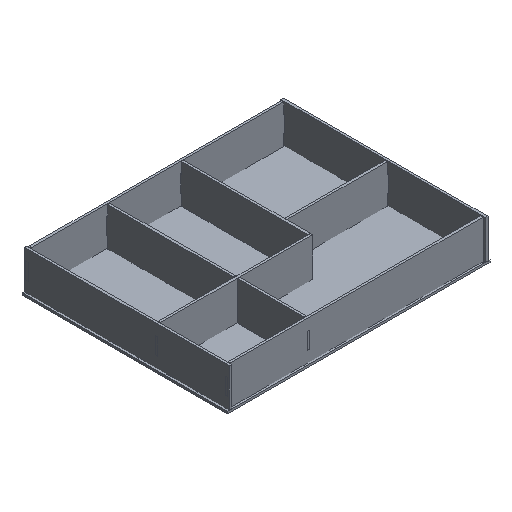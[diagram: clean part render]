
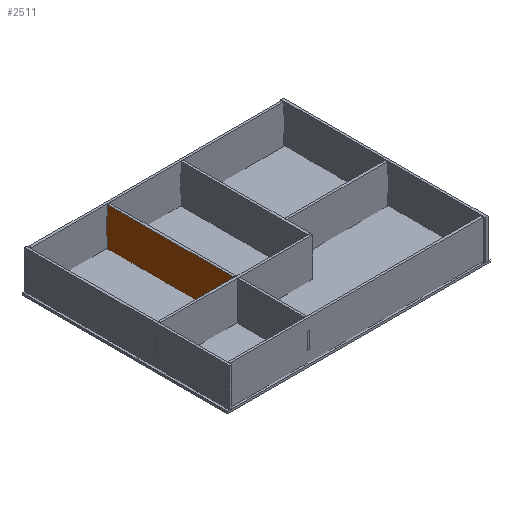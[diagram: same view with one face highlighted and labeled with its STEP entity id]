
A CAD part, isometric view. The second image highlights one B-rep face of the part: STEP entity #2511.
In plain terms, the highlighted free-form (B-spline) face has degree [1, 1] with [2, 2] control points.
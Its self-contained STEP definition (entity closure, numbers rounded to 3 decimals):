
#1879 = VERTEX_POINT('',#1880);
#1880 = CARTESIAN_POINT('',(169.911,201.333,
    -4.655));
#1885 = EDGE_CURVE('',#1886,#1879,#1888,.T.);
#1886 = VERTEX_POINT('',#1887);
#1887 = CARTESIAN_POINT('',(169.911,201.333,0.));
#1888 = B_SPLINE_CURVE_WITH_KNOTS('',1,(#1889,#1890),.UNSPECIFIED.,.F.,
  .F.,(2,2),(0.,4.),.PIECEWISE_BEZIER_KNOTS.);
#1889 = CARTESIAN_POINT('',(169.911,201.333,0.));
#1890 = CARTESIAN_POINT('',(169.911,201.333,
    -4.655));
#1913 = EDGE_CURVE('',#1914,#1886,#1916,.T.);
#1914 = VERTEX_POINT('',#1915);
#1915 = CARTESIAN_POINT('',(169.911,226.16,0.));
#1916 = B_SPLINE_CURVE_WITH_KNOTS('',1,(#1917,#1918),.UNSPECIFIED.,.F.,
  .F.,(2,2),(0.,21.333),.PIECEWISE_BEZIER_KNOTS.);
#1917 = CARTESIAN_POINT('',(169.911,226.16,0.));
#1918 = CARTESIAN_POINT('',(169.911,201.333,0.));
#1941 = EDGE_CURVE('',#1942,#1914,#1944,.T.);
#1942 = VERTEX_POINT('',#1943);
#1943 = CARTESIAN_POINT('',(169.911,226.16,
    -4.655));
#1944 = B_SPLINE_CURVE_WITH_KNOTS('',1,(#1945,#1946),.UNSPECIFIED.,.F.,
  .F.,(2,2),(0.,4.),.PIECEWISE_BEZIER_KNOTS.);
#1945 = CARTESIAN_POINT('',(169.911,226.16,
    -4.655));
#1946 = CARTESIAN_POINT('',(169.911,226.16,0.));
#1969 = EDGE_CURVE('',#1970,#1942,#1972,.T.);
#1970 = VERTEX_POINT('',#1971);
#1971 = CARTESIAN_POINT('',(169.911,272.711,
    -4.655));
#1972 = B_SPLINE_CURVE_WITH_KNOTS('',1,(#1973,#1974),.UNSPECIFIED.,.F.,
  .F.,(2,2),(0.,40.),.PIECEWISE_BEZIER_KNOTS.);
#1973 = CARTESIAN_POINT('',(169.911,272.711,
    -4.655));
#1974 = CARTESIAN_POINT('',(169.911,226.16,
    -4.655));
#1997 = EDGE_CURVE('',#1998,#1970,#2000,.T.);
#1998 = VERTEX_POINT('',#1999);
#1999 = CARTESIAN_POINT('',(169.911,272.711,0.));
#2000 = B_SPLINE_CURVE_WITH_KNOTS('',1,(#2001,#2002),.UNSPECIFIED.,.F.,
  .F.,(2,2),(0.,4.),.PIECEWISE_BEZIER_KNOTS.);
#2001 = CARTESIAN_POINT('',(169.911,272.711,0.));
#2002 = CARTESIAN_POINT('',(169.911,272.711,
    -4.655));
#2025 = EDGE_CURVE('',#2026,#1998,#2028,.T.);
#2026 = VERTEX_POINT('',#2027);
#2027 = CARTESIAN_POINT('',(169.911,297.538,0.));
#2028 = B_SPLINE_CURVE_WITH_KNOTS('',1,(#2029,#2030),.UNSPECIFIED.,.F.,
  .F.,(2,2),(0.,21.333),.PIECEWISE_BEZIER_KNOTS.);
#2029 = CARTESIAN_POINT('',(169.911,297.538,0.));
#2030 = CARTESIAN_POINT('',(169.911,272.711,0.));
#2053 = EDGE_CURVE('',#2054,#2026,#2056,.T.);
#2054 = VERTEX_POINT('',#2055);
#2055 = CARTESIAN_POINT('',(169.911,297.538,
    -4.655));
#2056 = B_SPLINE_CURVE_WITH_KNOTS('',1,(#2057,#2058),.UNSPECIFIED.,.F.,
  .F.,(2,2),(0.,4.),.PIECEWISE_BEZIER_KNOTS.);
#2057 = CARTESIAN_POINT('',(169.911,297.538,
    -4.655));
#2058 = CARTESIAN_POINT('',(169.911,297.538,0.));
#2081 = EDGE_CURVE('',#2082,#2054,#2084,.T.);
#2082 = VERTEX_POINT('',#2083);
#2083 = CARTESIAN_POINT('',(169.911,344.089,
    -4.655));
#2084 = B_SPLINE_CURVE_WITH_KNOTS('',1,(#2085,#2086),.UNSPECIFIED.,.F.,
  .F.,(2,2),(0.,40.),.PIECEWISE_BEZIER_KNOTS.);
#2085 = CARTESIAN_POINT('',(169.911,344.089,
    -4.655));
#2086 = CARTESIAN_POINT('',(169.911,297.538,
    -4.655));
#2109 = EDGE_CURVE('',#2110,#2082,#2112,.T.);
#2110 = VERTEX_POINT('',#2111);
#2111 = CARTESIAN_POINT('',(169.911,344.089,0.));
#2112 = B_SPLINE_CURVE_WITH_KNOTS('',1,(#2113,#2114),.UNSPECIFIED.,.F.,
  .F.,(2,2),(0.,4.),.PIECEWISE_BEZIER_KNOTS.);
#2113 = CARTESIAN_POINT('',(169.911,344.089,0.));
#2114 = CARTESIAN_POINT('',(169.911,344.089,
    -4.655));
#2137 = EDGE_CURVE('',#2138,#2110,#2140,.T.);
#2138 = VERTEX_POINT('',#2139);
#2139 = CARTESIAN_POINT('',(169.911,368.916,0.));
#2140 = B_SPLINE_CURVE_WITH_KNOTS('',1,(#2141,#2142),.UNSPECIFIED.,.F.,
  .F.,(2,2),(0.,21.333),.PIECEWISE_BEZIER_KNOTS.);
#2141 = CARTESIAN_POINT('',(169.911,368.916,0.));
#2142 = CARTESIAN_POINT('',(169.911,344.089,0.));
#2165 = EDGE_CURVE('',#2166,#2138,#2168,.T.);
#2166 = VERTEX_POINT('',#2167);
#2167 = CARTESIAN_POINT('',(169.911,368.916,
    -4.655));
#2168 = B_SPLINE_CURVE_WITH_KNOTS('',1,(#2169,#2170),.UNSPECIFIED.,.F.,
  .F.,(2,2),(0.,4.),.PIECEWISE_BEZIER_KNOTS.);
#2169 = CARTESIAN_POINT('',(169.911,368.916,
    -4.655));
#2170 = CARTESIAN_POINT('',(169.911,368.916,0.));
#2193 = EDGE_CURVE('',#2194,#2166,#2196,.T.);
#2194 = VERTEX_POINT('',#2195);
#2195 = CARTESIAN_POINT('',(169.911,415.467,
    -4.655));
#2196 = B_SPLINE_CURVE_WITH_KNOTS('',1,(#2197,#2198),.UNSPECIFIED.,.F.,
  .F.,(2,2),(0.,40.),.PIECEWISE_BEZIER_KNOTS.);
#2197 = CARTESIAN_POINT('',(169.911,415.467,
    -4.655));
#2198 = CARTESIAN_POINT('',(169.911,368.916,
    -4.655));
#2221 = EDGE_CURVE('',#2222,#2194,#2224,.T.);
#2222 = VERTEX_POINT('',#2223);
#2223 = CARTESIAN_POINT('',(169.911,415.467,0.));
#2224 = B_SPLINE_CURVE_WITH_KNOTS('',1,(#2225,#2226),.UNSPECIFIED.,.F.,
  .F.,(2,2),(0.,4.),.PIECEWISE_BEZIER_KNOTS.);
#2225 = CARTESIAN_POINT('',(169.911,415.467,0.));
#2226 = CARTESIAN_POINT('',(169.911,415.467,
    -4.655));
#2249 = EDGE_CURVE('',#2250,#2222,#2252,.T.);
#2250 = VERTEX_POINT('',#2251);
#2251 = CARTESIAN_POINT('',(169.911,420.122,0.));
#2252 = B_SPLINE_CURVE_WITH_KNOTS('',1,(#2253,#2254),.UNSPECIFIED.,.F.,
  .F.,(2,2),(0.,4.),.PIECEWISE_BEZIER_KNOTS.);
#2253 = CARTESIAN_POINT('',(169.911,420.122,0.));
#2254 = CARTESIAN_POINT('',(169.911,415.467,0.));
#2277 = EDGE_CURVE('',#2278,#2250,#2280,.T.);
#2278 = VERTEX_POINT('',#2279);
#2279 = CARTESIAN_POINT('',(169.911,420.122,
    23.275));
#2280 = B_SPLINE_CURVE_WITH_KNOTS('',1,(#2281,#2282),.UNSPECIFIED.,.F.,
  .F.,(2,2),(0.,20.),.PIECEWISE_BEZIER_KNOTS.);
#2281 = CARTESIAN_POINT('',(169.911,420.122,
    23.275));
#2282 = CARTESIAN_POINT('',(169.911,420.122,0.));
#2305 = EDGE_CURVE('',#2306,#2278,#2308,.T.);
#2306 = VERTEX_POINT('',#2307);
#2307 = CARTESIAN_POINT('',(169.911,426.522,
    23.275));
#2308 = B_SPLINE_CURVE_WITH_KNOTS('',1,(#2309,#2310),.UNSPECIFIED.,.F.,
  .F.,(2,2),(-5.5,0.),.PIECEWISE_BEZIER_KNOTS.);
#2309 = CARTESIAN_POINT('',(169.911,426.522,
    23.275));
#2310 = CARTESIAN_POINT('',(169.911,420.122,
    23.275));
#2333 = EDGE_CURVE('',#2334,#2306,#2336,.T.);
#2334 = VERTEX_POINT('',#2335);
#2335 = CARTESIAN_POINT('',(169.911,426.522,
    58.188));
#2336 = B_SPLINE_CURVE_WITH_KNOTS('',1,(#2337,#2338),.UNSPECIFIED.,.F.,
  .F.,(2,2),(-30.,0.),.PIECEWISE_BEZIER_KNOTS.);
#2337 = CARTESIAN_POINT('',(169.911,426.522,
    58.188));
#2338 = CARTESIAN_POINT('',(169.911,426.522,
    23.275));
#2361 = EDGE_CURVE('',#2362,#2334,#2364,.T.);
#2362 = VERTEX_POINT('',#2363);
#2363 = CARTESIAN_POINT('',(169.911,420.122,
    58.188));
#2364 = B_SPLINE_CURVE_WITH_KNOTS('',1,(#2365,#2366),.UNSPECIFIED.,.F.,
  .F.,(2,2),(-5.5,0.),.PIECEWISE_BEZIER_KNOTS.);
#2365 = CARTESIAN_POINT('',(169.911,420.122,
    58.188));
#2366 = CARTESIAN_POINT('',(169.911,426.522,
    58.188));
#2389 = EDGE_CURVE('',#2390,#2362,#2392,.T.);
#2390 = VERTEX_POINT('',#2391);
#2391 = CARTESIAN_POINT('',(169.911,420.122,
    81.464));
#2392 = B_SPLINE_CURVE_WITH_KNOTS('',1,(#2393,#2394),.UNSPECIFIED.,.F.,
  .F.,(2,2),(0.,20.),.PIECEWISE_BEZIER_KNOTS.);
#2393 = CARTESIAN_POINT('',(169.911,420.122,
    81.464));
#2394 = CARTESIAN_POINT('',(169.911,420.122,
    58.188));
#2417 = EDGE_CURVE('',#2418,#2390,#2420,.T.);
#2418 = VERTEX_POINT('',#2419);
#2419 = CARTESIAN_POINT('',(169.911,153.618,
    81.464));
#2420 = B_SPLINE_CURVE_WITH_KNOTS('',1,(#2421,#2422),.UNSPECIFIED.,.F.,
  .F.,(2,2),(-1.,228.),.PIECEWISE_BEZIER_KNOTS.);
#2421 = CARTESIAN_POINT('',(169.911,153.618,
    81.464));
#2422 = CARTESIAN_POINT('',(169.911,420.122,
    81.464));
#2445 = EDGE_CURVE('',#2446,#2418,#2448,.T.);
#2446 = VERTEX_POINT('',#2447);
#2447 = CARTESIAN_POINT('',(169.911,153.618,
    -4.655));
#2448 = B_SPLINE_CURVE_WITH_KNOTS('',1,(#2449,#2450),.UNSPECIFIED.,.F.,
  .F.,(2,2),(-4.,70.),.PIECEWISE_BEZIER_KNOTS.);
#2449 = CARTESIAN_POINT('',(169.911,153.618,
    -4.655));
#2450 = CARTESIAN_POINT('',(169.911,153.618,
    81.464));
#2471 = EDGE_CURVE('',#1879,#2446,#2472,.T.);
#2472 = B_SPLINE_CURVE_WITH_KNOTS('',1,(#2473,#2474),.UNSPECIFIED.,.F.,
  .F.,(2,2),(-41.,0.),.PIECEWISE_BEZIER_KNOTS.);
#2473 = CARTESIAN_POINT('',(169.911,201.333,
    -4.655));
#2474 = CARTESIAN_POINT('',(169.911,153.618,
    -4.655));
#2511 = ADVANCED_FACE('',(#2512),#2536,.T.);
#2512 = FACE_BOUND('',#2513,.T.);
#2513 = EDGE_LOOP('',(#2514,#2515,#2516,#2517,#2518,#2519,#2520,#2521,
    #2522,#2523,#2524,#2525,#2526,#2527,#2528,#2529,#2530,#2531,#2532,
    #2533,#2534,#2535));
#2514 = ORIENTED_EDGE('',*,*,#2471,.T.);
#2515 = ORIENTED_EDGE('',*,*,#2445,.T.);
#2516 = ORIENTED_EDGE('',*,*,#2417,.T.);
#2517 = ORIENTED_EDGE('',*,*,#2389,.T.);
#2518 = ORIENTED_EDGE('',*,*,#2361,.T.);
#2519 = ORIENTED_EDGE('',*,*,#2333,.T.);
#2520 = ORIENTED_EDGE('',*,*,#2305,.T.);
#2521 = ORIENTED_EDGE('',*,*,#2277,.T.);
#2522 = ORIENTED_EDGE('',*,*,#2249,.T.);
#2523 = ORIENTED_EDGE('',*,*,#2221,.T.);
#2524 = ORIENTED_EDGE('',*,*,#2193,.T.);
#2525 = ORIENTED_EDGE('',*,*,#2165,.T.);
#2526 = ORIENTED_EDGE('',*,*,#2137,.T.);
#2527 = ORIENTED_EDGE('',*,*,#2109,.T.);
#2528 = ORIENTED_EDGE('',*,*,#2081,.T.);
#2529 = ORIENTED_EDGE('',*,*,#2053,.T.);
#2530 = ORIENTED_EDGE('',*,*,#2025,.T.);
#2531 = ORIENTED_EDGE('',*,*,#1997,.T.);
#2532 = ORIENTED_EDGE('',*,*,#1969,.T.);
#2533 = ORIENTED_EDGE('',*,*,#1941,.T.);
#2534 = ORIENTED_EDGE('',*,*,#1913,.T.);
#2535 = ORIENTED_EDGE('',*,*,#1885,.T.);
#2536 = B_SPLINE_SURFACE_WITH_KNOTS('',1,1,(
    (#2537,#2538)
    ,(#2539,#2540
    )),.UNSPECIFIED.,.F.,.F.,.F.,(2,2),(2,2),(-37.,37.),(-117.25,117.25)
  ,.PIECEWISE_BEZIER_KNOTS.);
#2537 = CARTESIAN_POINT('',(169.911,153.618,
    -4.655));
#2538 = CARTESIAN_POINT('',(169.911,426.522,
    -4.655));
#2539 = CARTESIAN_POINT('',(169.911,153.618,
    81.464));
#2540 = CARTESIAN_POINT('',(169.911,426.522,
    81.464));
